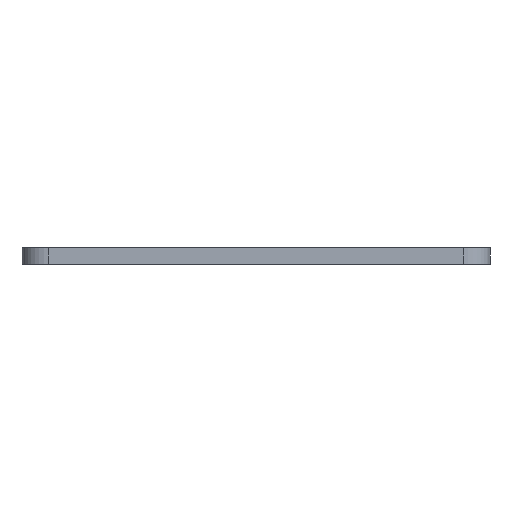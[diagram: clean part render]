
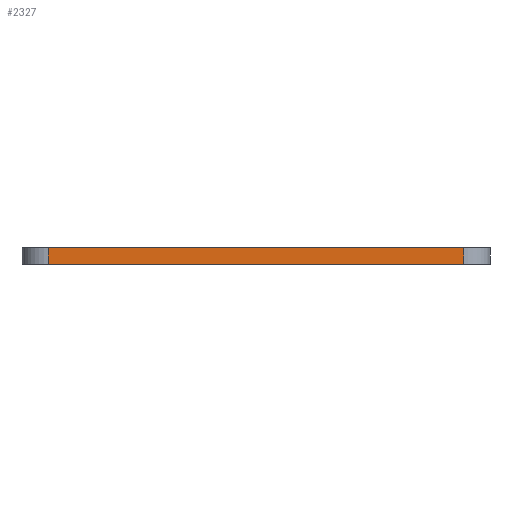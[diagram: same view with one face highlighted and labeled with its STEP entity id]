
A CAD part, front view. The second image highlights one B-rep face of the part: STEP entity #2327.
In plain terms, the highlighted planar face has unit normal (0, -1, 0).
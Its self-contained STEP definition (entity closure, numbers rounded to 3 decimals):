
#101=PLANE('',#2541);
#189=FACE_OUTER_BOUND('',#325,.T.);
#325=EDGE_LOOP('',(#1895,#1896,#1897,#1898));
#443=LINE('',#3462,#672);
#558=LINE('',#3803,#787);
#559=LINE('',#3806,#788);
#560=LINE('',#3807,#789);
#672=VECTOR('',#2733,10.);
#787=VECTOR('',#3082,10.);
#788=VECTOR('',#3085,10.);
#789=VECTOR('',#3086,10.);
#1036=VERTEX_POINT('',#3459);
#1037=VERTEX_POINT('',#3461);
#1146=VERTEX_POINT('',#3801);
#1147=VERTEX_POINT('',#3805);
#1264=EDGE_CURVE('',#1037,#1036,#443,.F.);
#1435=EDGE_CURVE('',#1146,#1036,#558,.T.);
#1436=EDGE_CURVE('',#1037,#1147,#559,.T.);
#1437=EDGE_CURVE('',#1147,#1146,#560,.T.);
#1895=ORIENTED_EDGE('',*,*,#1436,.F.);
#1896=ORIENTED_EDGE('',*,*,#1264,.T.);
#1897=ORIENTED_EDGE('',*,*,#1435,.F.);
#1898=ORIENTED_EDGE('',*,*,#1437,.F.);
#2327=ADVANCED_FACE('',(#189),#101,.F.);
#2541=AXIS2_PLACEMENT_3D('',#3804,#3083,#3084);
#2733=DIRECTION('',(1.,0.,0.));
#3082=DIRECTION('',(0.,0.,1.));
#3083=DIRECTION('center_axis',(0.,1.,0.));
#3084=DIRECTION('ref_axis',(-1.,0.,0.));
#3085=DIRECTION('',(0.,0.,-1.));
#3086=DIRECTION('',(-1.,0.,0.));
#3459=CARTESIAN_POINT('',(-31.95,-74.9,2.5));
#3461=CARTESIAN_POINT('',(31.95,-74.9,2.5));
#3462=CARTESIAN_POINT('',(26.963,-74.9,2.5));
#3801=CARTESIAN_POINT('',(-31.95,-74.9,0.));
#3803=CARTESIAN_POINT('',(-31.95,-74.9,0.));
#3804=CARTESIAN_POINT('Origin',(35.95,-74.9,0.));
#3805=CARTESIAN_POINT('',(31.95,-74.9,0.));
#3806=CARTESIAN_POINT('',(31.95,-74.9,0.));
#3807=CARTESIAN_POINT('',(26.963,-74.9,0.));
